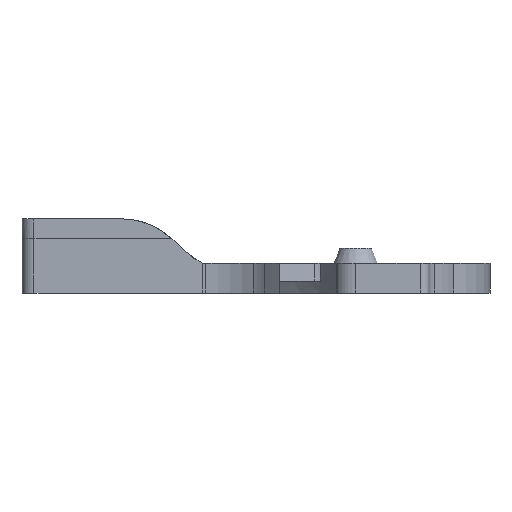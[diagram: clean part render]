
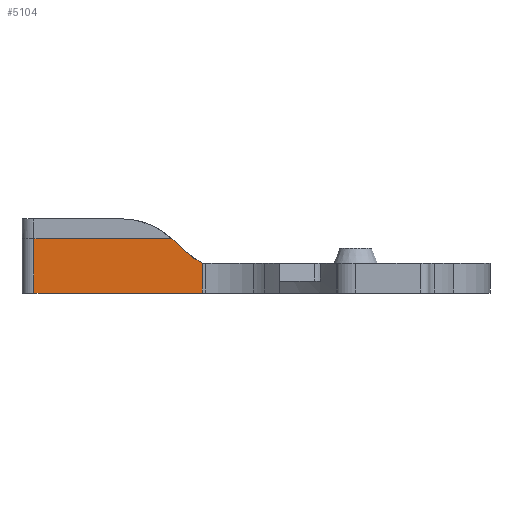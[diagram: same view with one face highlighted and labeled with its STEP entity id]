
A CAD part, front view. The second image highlights one B-rep face of the part: STEP entity #5104.
In plain terms, the highlighted planar face has unit normal (0, -1, 0).
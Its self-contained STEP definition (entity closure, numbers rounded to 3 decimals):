
#250=PLANE('',#5536);
#514=FACE_OUTER_BOUND('',#825,.T.);
#825=EDGE_LOOP('',(#4544,#4545,#4546,#4547,#4548));
#985=B_SPLINE_CURVE_WITH_KNOTS('',3,(#9209,#9210,#9211,#9212,#9213,#9214,
#9215,#9216,#9217,#9218,#9219,#9220,#9221,#9222,#9223,#9224,#9225,#9226,
#9227,#9228,#9229,#9230,#9231,#9232,#9233,#9234,#9235,#9236,#9237,#9238,
#9239,#9240,#9241,#9242,#9243,#9244,#9245,#9246,#9247,#9248),
 .UNSPECIFIED.,.F.,.F.,(4,3,3,3,3,3,3,3,3,3,3,3,3,4),(0.152,
0.173,0.196,0.222,0.247,
0.269,0.29,0.309,0.328,
0.345,0.362,0.38,0.396,
0.397),.UNSPECIFIED.);
#1033=LINE('',#7151,#1474);
#1375=LINE('',#9203,#1816);
#1376=LINE('',#9207,#1817);
#1377=LINE('',#9249,#1818);
#1474=VECTOR('',#5737,10.);
#1816=VECTOR('',#6723,10.);
#1817=VECTOR('',#6728,10.);
#1818=VECTOR('',#6729,10.);
#2123=VERTEX_POINT('',#7148);
#2124=VERTEX_POINT('',#7150);
#2492=VERTEX_POINT('',#9202);
#2493=VERTEX_POINT('',#9206);
#2494=VERTEX_POINT('',#9208);
#2608=EDGE_CURVE('',#2124,#2123,#1033,.T.);
#3194=EDGE_CURVE('',#2124,#2492,#1375,.T.);
#3196=EDGE_CURVE('',#2123,#2493,#1376,.T.);
#3197=EDGE_CURVE('',#2493,#2494,#985,.T.);
#3198=EDGE_CURVE('',#2492,#2494,#1377,.T.);
#4544=ORIENTED_EDGE('',*,*,#2608,.T.);
#4545=ORIENTED_EDGE('',*,*,#3196,.T.);
#4546=ORIENTED_EDGE('',*,*,#3197,.T.);
#4547=ORIENTED_EDGE('',*,*,#3198,.F.);
#4548=ORIENTED_EDGE('',*,*,#3194,.F.);
#5104=ADVANCED_FACE('',(#514),#250,.T.);
#5536=AXIS2_PLACEMENT_3D('',#9205,#6726,#6727);
#5737=DIRECTION('',(1.,0.,0.));
#6723=DIRECTION('',(0.,0.,1.));
#6726=DIRECTION('center_axis',(0.,-1.,0.));
#6727=DIRECTION('ref_axis',(1.,0.,0.));
#6728=DIRECTION('',(0.,0.,1.));
#6729=DIRECTION('',(1.,0.,0.));
#7148=CARTESIAN_POINT('',(156.477,233.922,3.144));
#7150=CARTESIAN_POINT('',(128.378,233.922,3.144));
#7151=CARTESIAN_POINT('',(153.64,233.922,3.144));
#9202=CARTESIAN_POINT('',(128.378,233.922,12.211));
#9203=CARTESIAN_POINT('',(128.378,233.922,1.908));
#9205=CARTESIAN_POINT('Origin',(126.378,233.922,1.908));
#9206=CARTESIAN_POINT('',(156.477,233.922,8.144));
#9207=CARTESIAN_POINT('',(156.477,233.922,5.316));
#9208=CARTESIAN_POINT('',(151.378,233.922,12.211));
#9209=CARTESIAN_POINT('Ctrl Pts',(156.477,233.922,8.144));
#9210=CARTESIAN_POINT('Ctrl Pts',(156.287,233.922,8.232));
#9211=CARTESIAN_POINT('Ctrl Pts',(156.104,233.922,8.325));
#9212=CARTESIAN_POINT('Ctrl Pts',(155.928,233.922,8.421));
#9213=CARTESIAN_POINT('Ctrl Pts',(155.737,233.922,8.525));
#9214=CARTESIAN_POINT('Ctrl Pts',(155.554,233.922,8.633));
#9215=CARTESIAN_POINT('Ctrl Pts',(155.377,233.922,8.745));
#9216=CARTESIAN_POINT('Ctrl Pts',(155.173,233.922,8.875));
#9217=CARTESIAN_POINT('Ctrl Pts',(154.977,233.922,9.01));
#9218=CARTESIAN_POINT('Ctrl Pts',(154.788,233.922,9.148));
#9219=CARTESIAN_POINT('Ctrl Pts',(154.61,233.922,9.279));
#9220=CARTESIAN_POINT('Ctrl Pts',(154.438,233.922,9.414));
#9221=CARTESIAN_POINT('Ctrl Pts',(154.271,233.922,9.552));
#9222=CARTESIAN_POINT('Ctrl Pts',(154.12,233.922,9.676));
#9223=CARTESIAN_POINT('Ctrl Pts',(153.973,233.922,9.802));
#9224=CARTESIAN_POINT('Ctrl Pts',(153.828,233.922,9.93));
#9225=CARTESIAN_POINT('Ctrl Pts',(153.695,233.922,10.048));
#9226=CARTESIAN_POINT('Ctrl Pts',(153.563,233.922,10.168));
#9227=CARTESIAN_POINT('Ctrl Pts',(153.433,233.922,10.289));
#9228=CARTESIAN_POINT('Ctrl Pts',(153.31,233.922,10.403));
#9229=CARTESIAN_POINT('Ctrl Pts',(153.188,233.922,10.518));
#9230=CARTESIAN_POINT('Ctrl Pts',(153.066,233.922,10.634));
#9231=CARTESIAN_POINT('Ctrl Pts',(152.95,233.922,10.744));
#9232=CARTESIAN_POINT('Ctrl Pts',(152.835,233.922,10.856));
#9233=CARTESIAN_POINT('Ctrl Pts',(152.718,233.922,10.967));
#9234=CARTESIAN_POINT('Ctrl Pts',(152.609,233.922,11.072));
#9235=CARTESIAN_POINT('Ctrl Pts',(152.499,233.922,11.178));
#9236=CARTESIAN_POINT('Ctrl Pts',(152.388,233.922,11.284));
#9237=CARTESIAN_POINT('Ctrl Pts',(152.28,233.922,11.387));
#9238=CARTESIAN_POINT('Ctrl Pts',(152.171,233.922,11.49));
#9239=CARTESIAN_POINT('Ctrl Pts',(152.061,233.922,11.592));
#9240=CARTESIAN_POINT('Ctrl Pts',(151.95,233.922,11.696));
#9241=CARTESIAN_POINT('Ctrl Pts',(151.837,233.922,11.8));
#9242=CARTESIAN_POINT('Ctrl Pts',(151.724,233.922,11.904));
#9243=CARTESIAN_POINT('Ctrl Pts',(151.617,233.922,12.));
#9244=CARTESIAN_POINT('Ctrl Pts',(151.509,233.922,12.097));
#9245=CARTESIAN_POINT('Ctrl Pts',(151.4,233.922,12.192));
#9246=CARTESIAN_POINT('Ctrl Pts',(151.392,233.922,12.198));
#9247=CARTESIAN_POINT('Ctrl Pts',(151.385,233.922,12.205));
#9248=CARTESIAN_POINT('Ctrl Pts',(151.378,233.922,12.211));
#9249=CARTESIAN_POINT('',(126.378,233.922,12.211));
